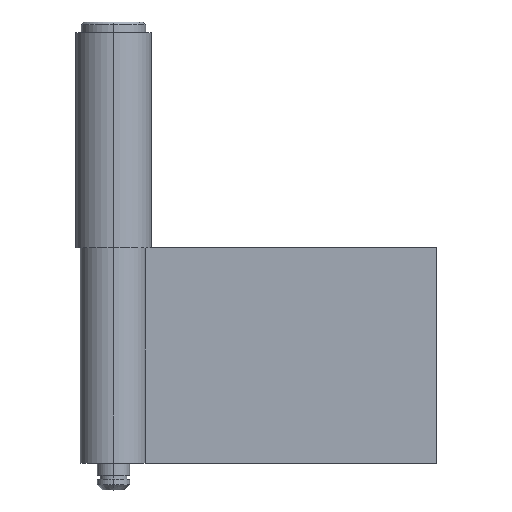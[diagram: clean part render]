
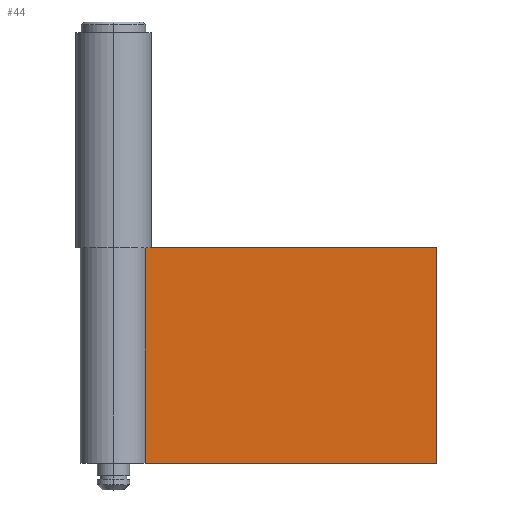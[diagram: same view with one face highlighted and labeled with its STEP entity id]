
A CAD part, top view. The second image highlights one B-rep face of the part: STEP entity #44.
In plain terms, the highlighted face is planar.
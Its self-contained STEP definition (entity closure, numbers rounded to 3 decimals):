
#13 = LINE ( 'NONE', #609, #1210 ) ;
#16 = CARTESIAN_POINT ( 'NONE',  ( 60., 0., -1.55 ) ) ;
#28 = LINE ( 'NONE', #752, #411 ) ;
#44 = ADVANCED_FACE ( 'NONE', ( #409 ), #1184, .F. ) ;
#106 = ORIENTED_EDGE ( 'NONE', *, *, #1014, .F. ) ;
#112 = DIRECTION ( 'NONE',  ( -1., 0., 0. ) ) ;
#191 = VERTEX_POINT ( 'NONE', #901 ) ;
#271 = ORIENTED_EDGE ( 'NONE', *, *, #845, .F. ) ;
#350 = LINE ( 'NONE', #444, #427 ) ;
#362 = ORIENTED_EDGE ( 'NONE', *, *, #768, .T. ) ;
#409 = FACE_OUTER_BOUND ( 'NONE', #1098, .T. ) ;
#411 = VECTOR ( 'NONE', #539, 1000. ) ;
#427 = VECTOR ( 'NONE', #847, 1000. ) ;
#435 = CARTESIAN_POINT ( 'NONE',  ( 60., 40., -1.55 ) ) ;
#438 = EDGE_CURVE ( 'NONE', #191, #1254, #610, .T. ) ;
#444 = CARTESIAN_POINT ( 'NONE',  ( 60., 0., -1.55 ) ) ;
#473 = DIRECTION ( 'NONE',  ( 0., 0., 1. ) ) ;
#492 = AXIS2_PLACEMENT_3D ( 'NONE', #879, #473, #671 ) ;
#533 = CARTESIAN_POINT ( 'NONE',  ( 5.951, 40., -1.55 ) ) ;
#539 = DIRECTION ( 'NONE',  ( 0., -1., 0. ) ) ;
#561 = CARTESIAN_POINT ( 'NONE',  ( 5.951, 0., -1.55 ) ) ;
#566 = VECTOR ( 'NONE', #1248, 1000. ) ;
#609 = CARTESIAN_POINT ( 'NONE',  ( 60., 40., -1.55 ) ) ;
#610 = LINE ( 'NONE', #435, #566 ) ;
#671 = DIRECTION ( 'NONE',  ( 1., 0., 0. ) ) ;
#752 = CARTESIAN_POINT ( 'NONE',  ( 5.951, 40., -1.55 ) ) ;
#768 = EDGE_CURVE ( 'NONE', #1254, #877, #350, .T. ) ;
#785 = VERTEX_POINT ( 'NONE', #533 ) ;
#845 = EDGE_CURVE ( 'NONE', #785, #877, #28, .T. ) ;
#847 = DIRECTION ( 'NONE',  ( -1., 0., 0. ) ) ;
#877 = VERTEX_POINT ( 'NONE', #561 ) ;
#879 = CARTESIAN_POINT ( 'NONE',  ( 60., 40., -1.55 ) ) ;
#901 = CARTESIAN_POINT ( 'NONE',  ( 60., 40., -1.55 ) ) ;
#1014 = EDGE_CURVE ( 'NONE', #191, #785, #13, .T. ) ;
#1035 = ORIENTED_EDGE ( 'NONE', *, *, #438, .T. ) ;
#1098 = EDGE_LOOP ( 'NONE', ( #362, #271, #106, #1035 ) ) ;
#1184 = PLANE ( 'NONE',  #492 ) ;
#1210 = VECTOR ( 'NONE', #112, 1000. ) ;
#1248 = DIRECTION ( 'NONE',  ( 0., -1., 0. ) ) ;
#1254 = VERTEX_POINT ( 'NONE', #16 ) ;
